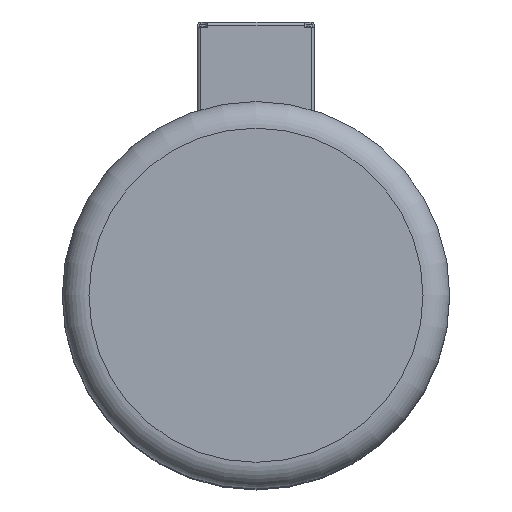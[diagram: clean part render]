
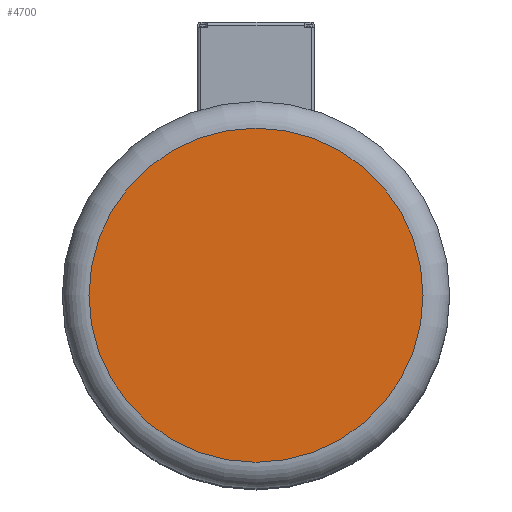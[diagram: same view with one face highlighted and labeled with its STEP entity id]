
A CAD part, top view. The second image highlights one B-rep face of the part: STEP entity #4700.
In plain terms, the highlighted planar face has unit normal (0, 0, 1).
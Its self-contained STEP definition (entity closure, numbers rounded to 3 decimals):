
#4700=ADVANCED_FACE('',(#8692),#8694,.T.);
#8692=FACE_BOUND('',#8693,.T.);
#8693=EDGE_LOOP('',(#11432));
#8694=PLANE('',#8695);
#8695=AXIS2_PLACEMENT_3D('',#8696,#8697,#8698);
#8696=CARTESIAN_POINT('',(0.,0.,2515.));
#8697=DIRECTION('',(0.,0.,1.));
#8698=DIRECTION('',(0.,1.,0.));
#11432=ORIENTED_EDGE('',*,*,#12838,.F.);
#12838=EDGE_CURVE('',#15222,#15222,#15223,.T.);
#15222=VERTEX_POINT('',#23575);
#15223=CIRCLE('',#23576,250.);
#23575=CARTESIAN_POINT('',(0.,250.,2515.));
#23576=AXIS2_PLACEMENT_3D('',#23577,#23578,#23579);
#23577=CARTESIAN_POINT('',(0.,0.,2515.));
#23578=DIRECTION('',(0.,0.,-1.));
#23579=DIRECTION('',(0.,1.,0.));
